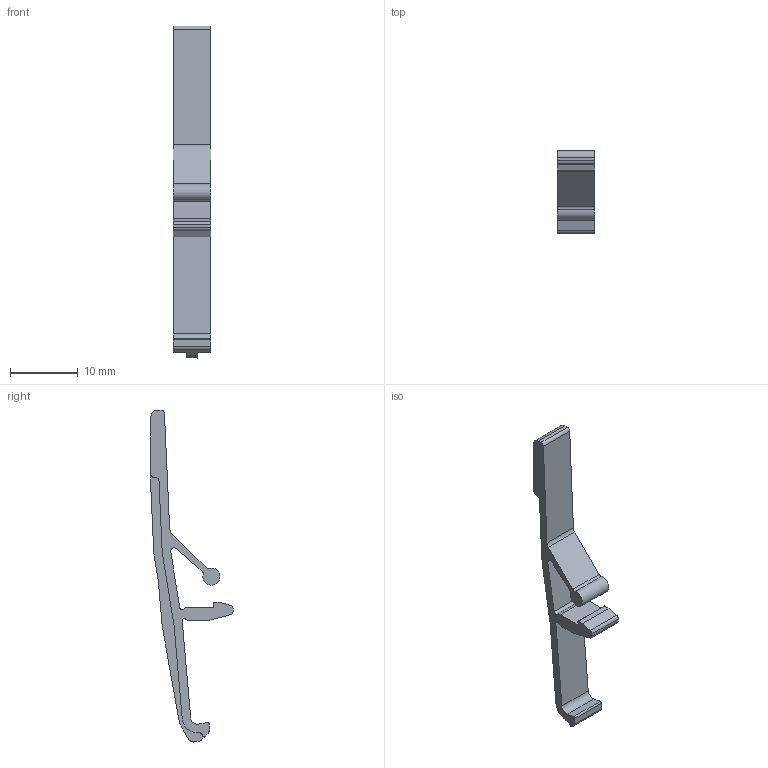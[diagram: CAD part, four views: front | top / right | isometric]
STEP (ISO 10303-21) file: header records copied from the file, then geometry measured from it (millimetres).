
FILE_DESCRIPTION(('CATIA V5 STEP Exchange','CAx-IF Rec.Pracs.--- Model Styling and Organization---1.4--- 2014-01-23'),'2;1');
FILE_NAME ('D1457568_0', '2020-01-10T08:04:36+00:00', ('none'), ('Weidmueller'), 'CATIA Version 5-6 Release 2016 SP3 HF44', 'CATIA V5 STEP AP214', 'none');
FILE_SCHEMA(('AUTOMOTIVE_DESIGN { 1 0 10303 214 1 1 1 1 }'));
Length unit declared in the file: millimetre
Products named in the file (1): 1855250000_ZVR_ZP_4
Bounding box: 5.5 x 12.12 x 48.98 mm (x, y, z)
Volume: 619.7 mm3; surface area: 1055.3 mm2
Topology: 1 solids, 1 shells, 66 faces, 203 edges, 139 vertices
Faces by surface type: plane 35, cylinder 31
Entity records: 2241 total; most frequent: CARTESIAN_POINT 415, ORIENTED_EDGE 406, DIRECTION 324, EDGE_CURVE 203, VECTOR 141, LINE 141, VERTEX_POINT 139, AXIS2_PLACEMENT_3D 122
